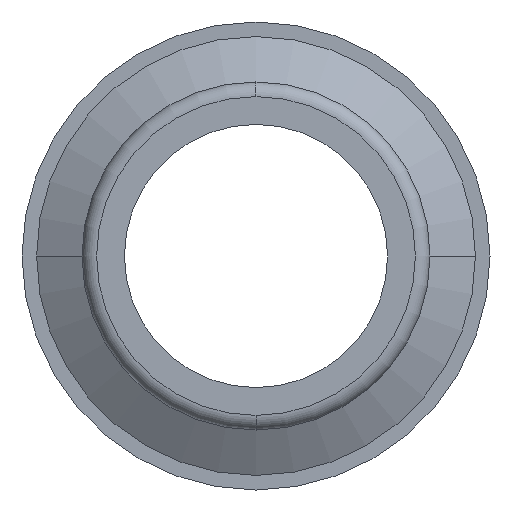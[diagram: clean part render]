
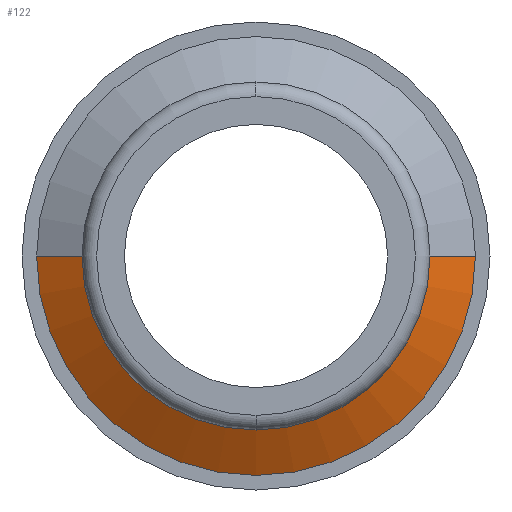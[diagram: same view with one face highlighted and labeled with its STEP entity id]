
A CAD part, front view. The second image highlights one B-rep face of the part: STEP entity #122.
In plain terms, the highlighted conical face has half-angle 60 degrees and reference radius 6.725 mm.
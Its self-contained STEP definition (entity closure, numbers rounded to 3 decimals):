
#122=ADVANCED_FACE('',(#250),#251,.T.);
#250=FACE_OUTER_BOUND('',#377,.T.);
#251=CONICAL_SURFACE('',#378,6.725,1.047);
#377=EDGE_LOOP('',(#661,#662,#663,#664));
#378=AXIS2_PLACEMENT_3D('',#665,#666,#667);
#661=ORIENTED_EDGE('',*,*,#815,.F.);
#662=ORIENTED_EDGE('',*,*,#747,.T.);
#663=ORIENTED_EDGE('',*,*,#816,.F.);
#664=ORIENTED_EDGE('',*,*,#770,.F.);
#665=CARTESIAN_POINT('',(0.0,9.447,0.0));
#666=DIRECTION('',(-0.0,1.0,-0.0));
#667=DIRECTION('',(1.0,0.0,0.0));
#747=EDGE_CURVE('',#881,#887,#889,.T.);
#770=EDGE_CURVE('',#900,#905,#929,.T.);
#815=EDGE_CURVE('',#881,#900,#990,.T.);
#816=EDGE_CURVE('',#905,#887,#991,.T.);
#881=VERTEX_POINT('',#1061);
#887=VERTEX_POINT('',#1068);
#889=CIRCLE('',#1071,5.95);
#900=VERTEX_POINT('',#1082);
#905=VERTEX_POINT('',#1088);
#929=CIRCLE('',#1115,7.5);
#990=LINE('',#1180,#1181);
#991=LINE('',#1182,#1183);
#1061=CARTESIAN_POINT('',(5.95,9.0,0.0));
#1068=CARTESIAN_POINT('',(-5.95,9.0,0.));
#1071=AXIS2_PLACEMENT_3D('',#1271,#1272,#1273);
#1082=CARTESIAN_POINT('',(7.5,9.895,0.0));
#1088=CARTESIAN_POINT('',(-7.5,9.895,0.));
#1115=AXIS2_PLACEMENT_3D('',#1317,#1318,#1319);
#1180=CARTESIAN_POINT('',(6.725,9.447,0.));
#1181=VECTOR('',#1408,1.0);
#1182=CARTESIAN_POINT('',(-6.725,9.447,0.));
#1183=VECTOR('',#1409,1.0);
#1271=CARTESIAN_POINT('',(0.0,9.0,0.0));
#1272=DIRECTION('',(-0.0,1.0,0.0));
#1273=DIRECTION('',(1.0,0.0,0.0));
#1317=CARTESIAN_POINT('',(0.0,9.895,0.0));
#1318=DIRECTION('',(-0.0,1.0,0.0));
#1319=DIRECTION('',(1.0,0.0,0.0));
#1408=DIRECTION('',(0.866,0.5,0.));
#1409=DIRECTION('',(0.866,-0.5,0.));
